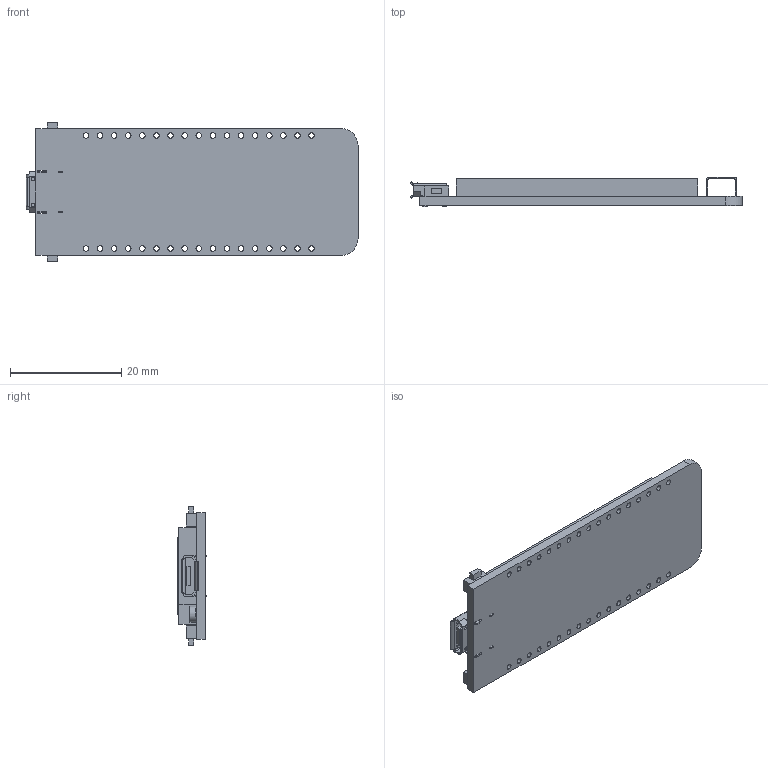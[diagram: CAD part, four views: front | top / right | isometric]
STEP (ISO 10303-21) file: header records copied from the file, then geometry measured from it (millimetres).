
FILE_DESCRIPTION (( 'STEP AP203' ), '1' );
FILE_NAME ('Wireless Stick.STEP', '2022-04-01T09:55:19', ( '' ), ( '' ), 'SwSTEP 2.0', 'SolidWorks 2020', '' );
FILE_SCHEMA (( 'CONFIG_CONTROL_DESIGN' ));
Length unit declared in the file: millimetre
Products named in the file (3): Wireless Stick; micro usb; Wireless Stick耀倰尨砩芞
Assembly tree (2 placements, depth 2):
  Wireless Stick
    Wireless Stick耀倰尨砩芞
    micro usb
Bounding box: 59.8 x 5.26 x 25 mm (x, y, z)
Volume: 4550.2 mm3; surface area: 4016 mm2
Topology: 9 solids, 9 shells, 375 faces, 1040 edges, 688 vertices
Faces by surface type: plane 229, cylinder 146
Entity records: 12477 total; most frequent: CARTESIAN_POINT 2160, ORIENTED_EDGE 2080, DIRECTION 2072, EDGE_CURVE 1040, VECTOR 744, LINE 744, VERTEX_POINT 688, AXIS2_PLACEMENT_3D 664
